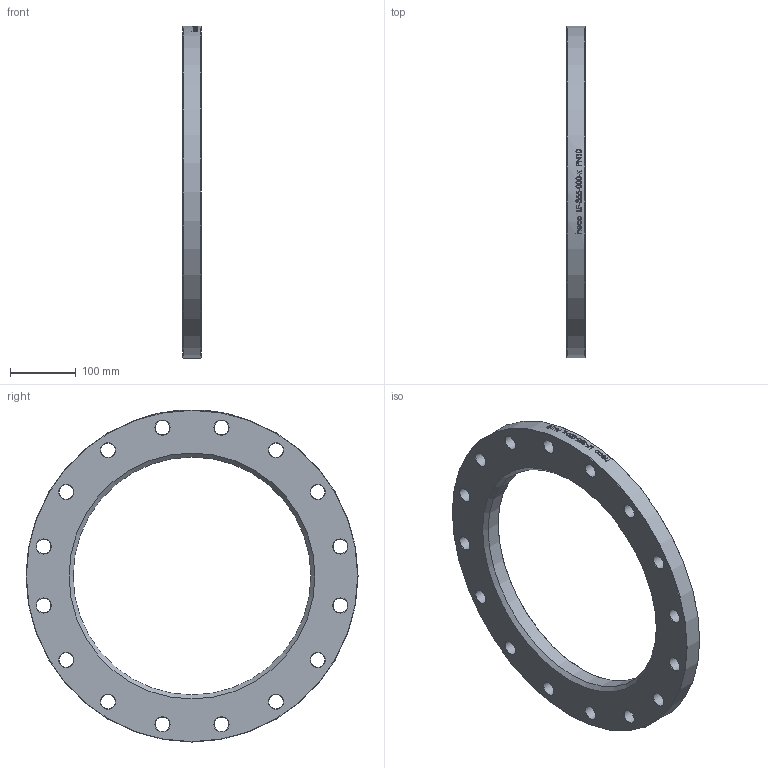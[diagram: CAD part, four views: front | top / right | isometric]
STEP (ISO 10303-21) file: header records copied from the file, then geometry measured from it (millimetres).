
FILE_DESCRIPTION (( 'STEP AP214' ), '1' );
FILE_NAME ('LF-355-000-x Loser Flansch PN10 2101.STEP', '2021-01-20T08:41:34', ( '' ), ( '' ), 'SwSTEP 2.0', 'SolidWorks 2019', '' );
FILE_SCHEMA (( 'AUTOMOTIVE_DESIGN' ));
Length unit declared in the file: millimetre
Products named in the file (1): LF-355-000-x Loser Flansch PN10 2101
Bounding box: 28 x 505 x 505 mm (x, y, z)
Volume: 2533429.9 mm3; surface area: 283947.2 mm2
Topology: 1 solids, 1 shells, 85 faces, 352 edges, 295 vertices
Faces by surface type: cylinder 47, cone 36, plane 2
Full cylindrical faces by diameter (mm): 22 x16, 362 x1, 505 x1
Entity records: 8442 total; most frequent: CARTESIAN_POINT 5611, ORIENTED_EDGE 542, DIRECTION 427, EDGE_CURVE 271, VERTEX_POINT 271, EDGE_LOOP 198, AXIS2_PLACEMENT_3D 198, B_SPLINE_CURVE_WITH_KNOTS 126
